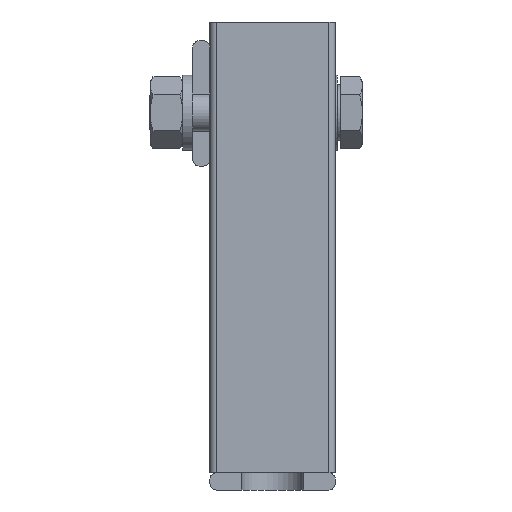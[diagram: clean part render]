
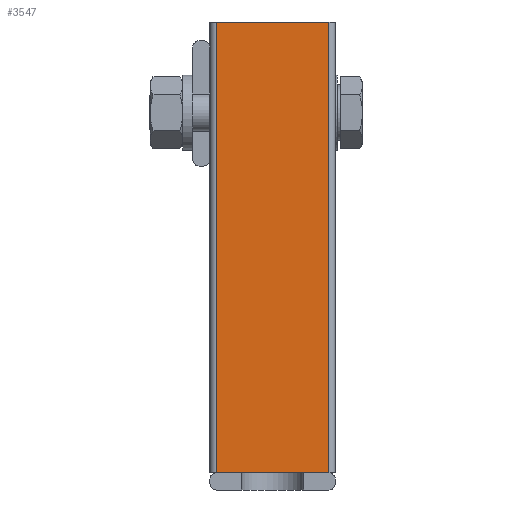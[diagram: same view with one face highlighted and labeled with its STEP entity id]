
A CAD part, front view. The second image highlights one B-rep face of the part: STEP entity #3547.
In plain terms, the highlighted face is planar.
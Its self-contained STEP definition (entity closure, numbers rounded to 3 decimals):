
#1596=ORIENTED_EDGE('',*,*,#2084,.T.);
#1597=ORIENTED_EDGE('',*,*,#2085,.T.);
#1598=ORIENTED_EDGE('',*,*,#2086,.F.);
#1599=ORIENTED_EDGE('',*,*,#2087,.T.);
#2084=EDGE_CURVE('',#2394,#2395,#2546,.T.);
#2085=EDGE_CURVE('',#2395,#2396,#2547,.F.);
#2086=EDGE_CURVE('',#2397,#2396,#2548,.T.);
#2087=EDGE_CURVE('',#2397,#2394,#2549,.T.);
#2394=VERTEX_POINT('',#6704);
#2395=VERTEX_POINT('',#6705);
#2396=VERTEX_POINT('',#6707);
#2397=VERTEX_POINT('',#6709);
#2546=LINE('',#6703,#2706);
#2547=LINE('',#6706,#2707);
#2548=LINE('',#6708,#2708);
#2549=LINE('',#6710,#2709);
#2706=VECTOR('',#5312,1000.);
#2707=VECTOR('',#5313,1000.);
#2708=VECTOR('',#5314,1000.);
#2709=VECTOR('',#5315,1000.);
#2989=EDGE_LOOP('',(#1596,#1597,#1598,#1599));
#3251=FACE_BOUND('',#2989,.T.);
#3359=PLANE('',#4293);
#3547=ADVANCED_FACE('',(#3251),#3359,.F.);
#4293=AXIS2_PLACEMENT_3D('',#6702,#5310,#5311);
#5310=DIRECTION('',(0.,0.,1.));
#5311=DIRECTION('',(1.,0.,0.));
#5312=DIRECTION('',(1.,0.,0.));
#5313=DIRECTION('',(0.,1.,0.));
#5314=DIRECTION('',(1.,0.,0.));
#5315=DIRECTION('',(0.,1.,0.));
#6702=CARTESIAN_POINT('',(0.,-72.,0.));
#6703=CARTESIAN_POINT('',(0.,0.,0.));
#6704=CARTESIAN_POINT('',(1.,0.,0.));
#6705=CARTESIAN_POINT('',(19.,0.,0.));
#6706=CARTESIAN_POINT('',(19.,-72.,0.));
#6707=CARTESIAN_POINT('',(19.,-72.,0.));
#6708=CARTESIAN_POINT('',(0.,-72.,0.));
#6709=CARTESIAN_POINT('',(1.,-72.,0.));
#6710=CARTESIAN_POINT('',(1.,-72.,0.));
